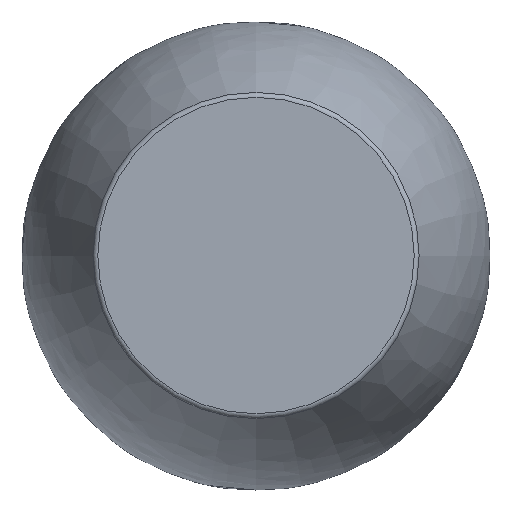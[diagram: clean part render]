
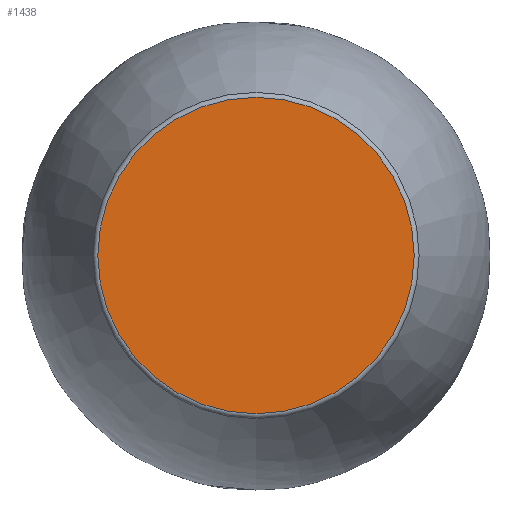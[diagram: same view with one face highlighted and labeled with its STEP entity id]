
A CAD part, top view. The second image highlights one B-rep face of the part: STEP entity #1438.
In plain terms, the highlighted planar face has unit normal (0, 0, 1).
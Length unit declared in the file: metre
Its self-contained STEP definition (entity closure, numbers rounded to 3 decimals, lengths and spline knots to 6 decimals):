
#300=PLANE('',#1634);
#689=ORIENTED_EDGE('',*,*,#885,.F.);
#885=EDGE_CURVE('',#1028,#1028,#1077,.T.);
#1028=VERTEX_POINT('',#7058);
#1077=CIRCLE('',#1635,0.064224);
#1203=EDGE_LOOP('',(#689));
#1333=FACE_BOUND('',#1203,.T.);
#1438=ADVANCED_FACE('',(#1333),#300,.T.);
#1634=AXIS2_PLACEMENT_3D('',#7056,#1955,#1956);
#1635=AXIS2_PLACEMENT_3D('',#7057,#1957,#1958);
#1955=DIRECTION('',(0.,0.,1.));
#1956=DIRECTION('',(1.,0.,0.));
#1957=DIRECTION('',(0.,0.,-1.));
#1958=DIRECTION('',(1.,0.,0.));
#7056=CARTESIAN_POINT('',(-0.066224,0.,0.249735));
#7057=CARTESIAN_POINT('',(0.,0.,0.249735));
#7058=CARTESIAN_POINT('',(0.064224,0.,0.249735));
